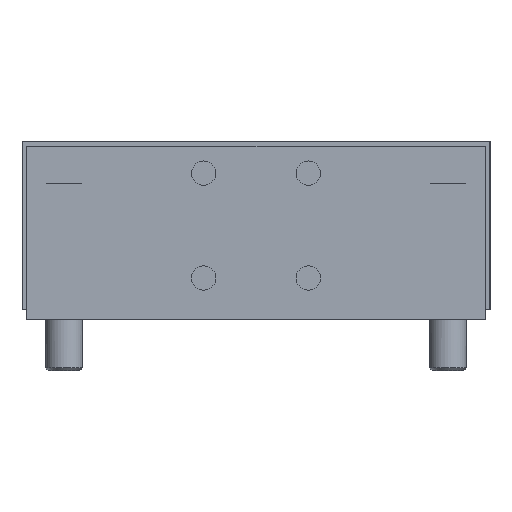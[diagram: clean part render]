
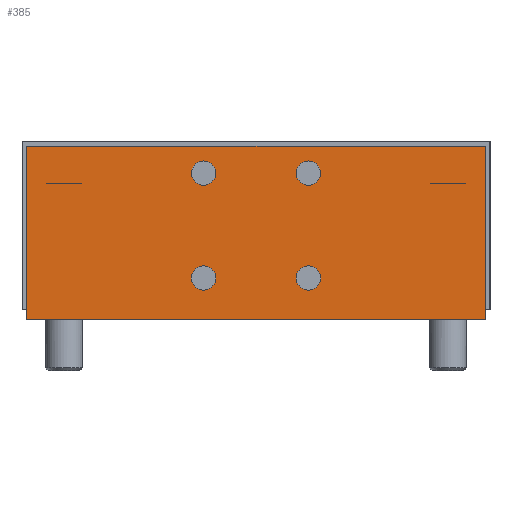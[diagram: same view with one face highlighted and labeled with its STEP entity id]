
A CAD part, left-side view. The second image highlights one B-rep face of the part: STEP entity #385.
In plain terms, the highlighted planar face has unit normal (-1, 0, 0).
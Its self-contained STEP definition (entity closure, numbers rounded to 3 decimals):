
#385 = ADVANCED_FACE( '', ( #936, #937, #938, #939, #940 ), #941, .F. );
#936 = FACE_BOUND( '', #1711, .T. );
#937 = FACE_BOUND( '', #1712, .T. );
#938 = FACE_BOUND( '', #1713, .T. );
#939 = FACE_BOUND( '', #1714, .T. );
#940 = FACE_OUTER_BOUND( '', #1715, .T. );
#941 = PLANE( '', #1716 );
#1711 = EDGE_LOOP( '', ( #2713 ) );
#1712 = EDGE_LOOP( '', ( #2714 ) );
#1713 = EDGE_LOOP( '', ( #2715 ) );
#1714 = EDGE_LOOP( '', ( #2716 ) );
#1715 = EDGE_LOOP( '', ( #2717, #2718, #2719, #2720 ) );
#1716 = AXIS2_PLACEMENT_3D( '', #2721, #2722, #2723 );
#2713 = ORIENTED_EDGE( '', *, *, #3834, .T. );
#2714 = ORIENTED_EDGE( '', *, *, #3835, .T. );
#2715 = ORIENTED_EDGE( '', *, *, #3669, .T. );
#2716 = ORIENTED_EDGE( '', *, *, #3717, .T. );
#2717 = ORIENTED_EDGE( '', *, *, #3791, .F. );
#2718 = ORIENTED_EDGE( '', *, *, #3836, .F. );
#2719 = ORIENTED_EDGE( '', *, *, #3837, .F. );
#2720 = ORIENTED_EDGE( '', *, *, #3838, .F. );
#2721 = CARTESIAN_POINT( '', ( -471., -28., 18. ) );
#2722 = DIRECTION( '', ( 1., 0., 0. ) );
#2723 = DIRECTION( '', ( 0., 1., 0. ) );
#3669 = EDGE_CURVE( '', #4239, #4239, #4240, .T. );
#3717 = EDGE_CURVE( '', #4318, #4318, #4319, .T. );
#3791 = EDGE_CURVE( '', #4440, #4442, #4443, .T. );
#3834 = EDGE_CURVE( '', #4505, #4505, #4506, .T. );
#3835 = EDGE_CURVE( '', #4507, #4507, #4508, .T. );
#3836 = EDGE_CURVE( '', #4509, #4440, #4510, .T. );
#3837 = EDGE_CURVE( '', #4511, #4509, #4512, .T. );
#3838 = EDGE_CURVE( '', #4442, #4511, #4513, .T. );
#4239 = VERTEX_POINT( '', #5019 );
#4240 = CIRCLE( '', #5020, 2.6 );
#4318 = VERTEX_POINT( '', #5116 );
#4319 = CIRCLE( '', #5117, 2.6 );
#4440 = VERTEX_POINT( '', #5262 );
#4442 = VERTEX_POINT( '', #5265 );
#4443 = LINE( '', #5266, #5267 );
#4505 = VERTEX_POINT( '', #5409 );
#4506 = CIRCLE( '', #5410, 2.6 );
#4507 = VERTEX_POINT( '', #5411 );
#4508 = CIRCLE( '', #5412, 2.6 );
#4509 = VERTEX_POINT( '', #5413 );
#4510 = LINE( '', #5414, #5415 );
#4511 = VERTEX_POINT( '', #5416 );
#4512 = LINE( '', #5417, #5418 );
#4513 = LINE( '', #5419, #5420 );
#5019 = CARTESIAN_POINT( '', ( -471., 13.8, 29.2 ) );
#5020 = AXIS2_PLACEMENT_3D( '', #5999, #6000, #6001 );
#5116 = CARTESIAN_POINT( '', ( -471., -8.6, 29.2 ) );
#5117 = AXIS2_PLACEMENT_3D( '', #6062, #6063, #6064 );
#5262 = CARTESIAN_POINT( '', ( -471., -49., -2. ) );
#5265 = CARTESIAN_POINT( '', ( -471., 49., -2. ) );
#5266 = CARTESIAN_POINT( '', ( -471., -49., -2. ) );
#5267 = VECTOR( '', #6171, 1000. );
#5409 = CARTESIAN_POINT( '', ( -471., 13.8, 6.8 ) );
#5410 = AXIS2_PLACEMENT_3D( '', #6219, #6220, #6221 );
#5411 = CARTESIAN_POINT( '', ( -471., -8.6, 6.8 ) );
#5412 = AXIS2_PLACEMENT_3D( '', #6222, #6223, #6224 );
#5413 = CARTESIAN_POINT( '', ( -471., -49., 35. ) );
#5414 = CARTESIAN_POINT( '', ( -471., -49., 35. ) );
#5415 = VECTOR( '', #6225, 1000. );
#5416 = CARTESIAN_POINT( '', ( -471., 49., 35. ) );
#5417 = CARTESIAN_POINT( '', ( -471., 49., 35. ) );
#5418 = VECTOR( '', #6226, 1000. );
#5419 = CARTESIAN_POINT( '', ( -471., 49., -2. ) );
#5420 = VECTOR( '', #6227, 1000. );
#5999 = CARTESIAN_POINT( '', ( -471., 11.2, 29.2 ) );
#6000 = DIRECTION( '', ( 1., 0., 0. ) );
#6001 = DIRECTION( '', ( 0., 1., 0. ) );
#6062 = CARTESIAN_POINT( '', ( -471., -11.2, 29.2 ) );
#6063 = DIRECTION( '', ( 1., 0., 0. ) );
#6064 = DIRECTION( '', ( 0., 1., 0. ) );
#6171 = DIRECTION( '', ( 0., 1., 0. ) );
#6219 = CARTESIAN_POINT( '', ( -471., 11.2, 6.8 ) );
#6220 = DIRECTION( '', ( 1., 0., 0. ) );
#6221 = DIRECTION( '', ( 0., 1., 0. ) );
#6222 = CARTESIAN_POINT( '', ( -471., -11.2, 6.8 ) );
#6223 = DIRECTION( '', ( 1., 0., 0. ) );
#6224 = DIRECTION( '', ( 0., 1., 0. ) );
#6225 = DIRECTION( '', ( 0., 0., -1. ) );
#6226 = DIRECTION( '', ( 0., -1., 0. ) );
#6227 = DIRECTION( '', ( 0., 0., 1. ) );
